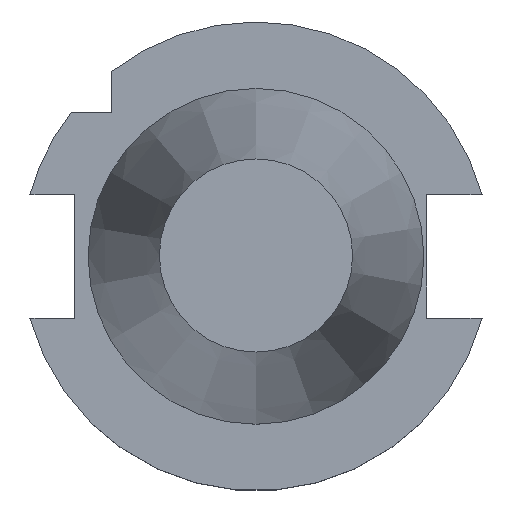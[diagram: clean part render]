
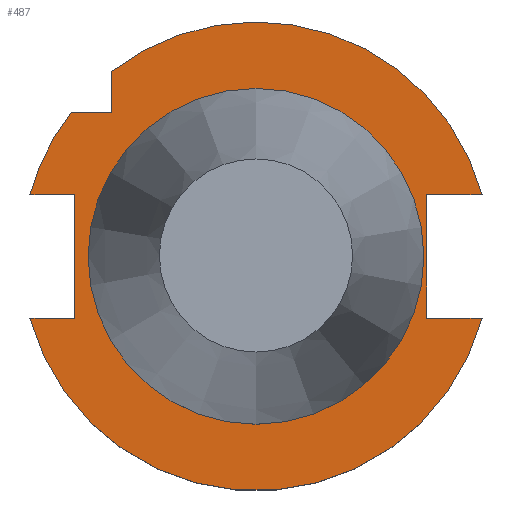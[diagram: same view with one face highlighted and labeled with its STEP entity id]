
A CAD part, top view. The second image highlights one B-rep face of the part: STEP entity #487.
In plain terms, the highlighted planar face has unit normal (0, 0, 1).
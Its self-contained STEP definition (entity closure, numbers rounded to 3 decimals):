
#183=EDGE_CURVE('240[2]',#540,#541,#542,.T.);
#224=EDGE_CURVE('240[2]',#606,#606,#607,.T.);
#269=EDGE_CURVE('240[2]',#615,#671,#672,.T.);
#274=EDGE_CURVE('240[2]',#678,#679,#680,.T.);
#285=EDGE_CURVE('240[2]',#678,#696,#697,.T.);
#295=EDGE_CURVE('240[2]',#712,#699,#713,.T.);
#300=EDGE_CURVE('240[2]',#712,#682,#720,.T.);
#316=EDGE_CURVE('240[2]',#541,#739,#740,.T.);
#331=EDGE_CURVE('240[2]',#696,#682,#758,.T.);
#333=EDGE_CURVE('240[2]',#699,#615,#760,.T.);
#365=EDGE_CURVE('240[2]',#540,#671,#802,.T.);
#377=EDGE_CURVE('240[2]',#739,#679,#816,.T.);
#487=ADVANCED_FACE('240[2]',(#946,#947),#948,.T.);
#540=VERTEX_POINT('',#1022);
#541=VERTEX_POINT('',#1023);
#542=LINE('',#1024,#1025);
#606=VERTEX_POINT('',#1148);
#607=CIRCLE('',#1149,34.925);
#615=VERTEX_POINT('',#1161);
#671=VERTEX_POINT('',#1264);
#672=LINE('',#1265,#1266);
#678=VERTEX_POINT('',#1274);
#679=VERTEX_POINT('',#1275);
#680=CIRCLE('',#1276,48.75);
#682=VERTEX_POINT('',#1279);
#696=VERTEX_POINT('',#1299);
#697=LINE('',#1300,#1301);
#699=VERTEX_POINT('',#1304);
#712=VERTEX_POINT('',#1323);
#713=LINE('',#1324,#1325);
#720=CIRCLE('',#1334,48.75);
#739=VERTEX_POINT('',#1372);
#740=LINE('',#1373,#1374);
#758=LINE('',#1407,#1408);
#760=LINE('',#1411,#1412);
#802=CIRCLE('',#1538,48.75);
#816=LINE('',#1562,#1563);
#946=FACE_OUTER_BOUND('',#1837,.T.);
#947=FACE_BOUND('',#1838,.T.);
#948=PLANE('',#1839);
#1022=CARTESIAN_POINT('',(47.026,-12.85,-1.5));
#1023=CARTESIAN_POINT('',(35.5,-12.85,-1.5));
#1024=CARTESIAN_POINT('',(21.422,-12.85,-1.5));
#1025=VECTOR('',#1863,1.0);
#1148=CARTESIAN_POINT('',(0.,34.925,-1.5));
#1149=AXIS2_PLACEMENT_3D('',#1922,#1923,#1924);
#1161=CARTESIAN_POINT('',(-37.7,-12.85,-1.5));
#1264=CARTESIAN_POINT('',(-47.026,-12.85,-1.5));
#1265=CARTESIAN_POINT('',(-21.972,-12.85,-1.5));
#1266=VECTOR('',#1989,1.0);
#1274=CARTESIAN_POINT('',(-30.0,38.426,-1.5));
#1275=CARTESIAN_POINT('',(47.026,12.85,-1.5));
#1276=AXIS2_PLACEMENT_3D('',#1998,#1999,#2000);
#1279=CARTESIAN_POINT('',(-38.426,30.0,-1.5));
#1299=CARTESIAN_POINT('',(-30.0,30.0,-1.5));
#1300=CARTESIAN_POINT('',(-30.0,38.978,-1.5));
#1301=VECTOR('',#2013,1.0);
#1304=CARTESIAN_POINT('',(-37.7,12.85,-1.5));
#1323=CARTESIAN_POINT('',(-47.026,12.85,-1.5));
#1324=CARTESIAN_POINT('',(-21.972,12.85,-1.5));
#1325=VECTOR('',#2022,1.0);
#1334=AXIS2_PLACEMENT_3D('',#2029,#2030,#2031);
#1372=CARTESIAN_POINT('',(35.5,12.85,-1.5));
#1373=CARTESIAN_POINT('',(35.5,20.919,-1.5));
#1374=VECTOR('',#2063,1.0);
#1407=CARTESIAN_POINT('',(-18.059,30.0,-1.5));
#1408=VECTOR('',#2093,1.0);
#1411=CARTESIAN_POINT('',(-37.7,20.919,-1.5));
#1412=VECTOR('',#2094,1.0);
#1538=AXIS2_PLACEMENT_3D('',#2141,#2142,#2143);
#1562=CARTESIAN_POINT('',(21.422,12.85,-1.5));
#1563=VECTOR('',#2151,1.0);
#1837=EDGE_LOOP('',(#2339,#2340,#2341,#2342,#2343,#2344,#2345,#2346,#2347,#2348,#2349));
#1838=EDGE_LOOP('',(#2350));
#1839=AXIS2_PLACEMENT_3D('',#2351,#2352,#2353);
#1863=DIRECTION('',(-1.0,0.,0.));
#1922=CARTESIAN_POINT('',(0.,0.,-1.5));
#1923=DIRECTION('',(0.,0.,-1.0));
#1924=DIRECTION('',(0.,1.0,0.));
#1989=DIRECTION('',(-1.0,0.,0.));
#1998=CARTESIAN_POINT('',(0.,0.,-1.5));
#1999=DIRECTION('',(0.,0.,-1.0));
#2000=DIRECTION('',(0.,1.0,0.));
#2013=DIRECTION('',(0.0,-1.0,0.));
#2022=DIRECTION('',(1.0,0.,0.));
#2029=CARTESIAN_POINT('',(0.,0.,-1.5));
#2030=DIRECTION('',(0.,0.,-1.0));
#2031=DIRECTION('',(0.,1.0,0.));
#2063=DIRECTION('',(0.0,1.0,0.));
#2093=DIRECTION('',(-1.0,0.0,0.));
#2094=DIRECTION('',(0.0,-1.0,0.));
#2141=CARTESIAN_POINT('',(0.,0.,-1.5));
#2142=DIRECTION('',(0.,0.,-1.0));
#2143=DIRECTION('',(0.,1.0,0.));
#2151=DIRECTION('',(1.0,0.,0.));
#2339=ORIENTED_EDGE('',*,*,#331,.T.);
#2340=ORIENTED_EDGE('',*,*,#300,.F.);
#2341=ORIENTED_EDGE('',*,*,#295,.T.);
#2342=ORIENTED_EDGE('',*,*,#333,.T.);
#2343=ORIENTED_EDGE('',*,*,#269,.T.);
#2344=ORIENTED_EDGE('',*,*,#365,.F.);
#2345=ORIENTED_EDGE('',*,*,#183,.T.);
#2346=ORIENTED_EDGE('',*,*,#316,.T.);
#2347=ORIENTED_EDGE('',*,*,#377,.T.);
#2348=ORIENTED_EDGE('',*,*,#274,.F.);
#2349=ORIENTED_EDGE('',*,*,#285,.T.);
#2350=ORIENTED_EDGE('',*,*,#224,.T.);
#2351=CARTESIAN_POINT('',(0.,41.838,-1.5));
#2352=DIRECTION('',(0.,0.,1.0));
#2353=DIRECTION('',(0.,-1.0,0.));
